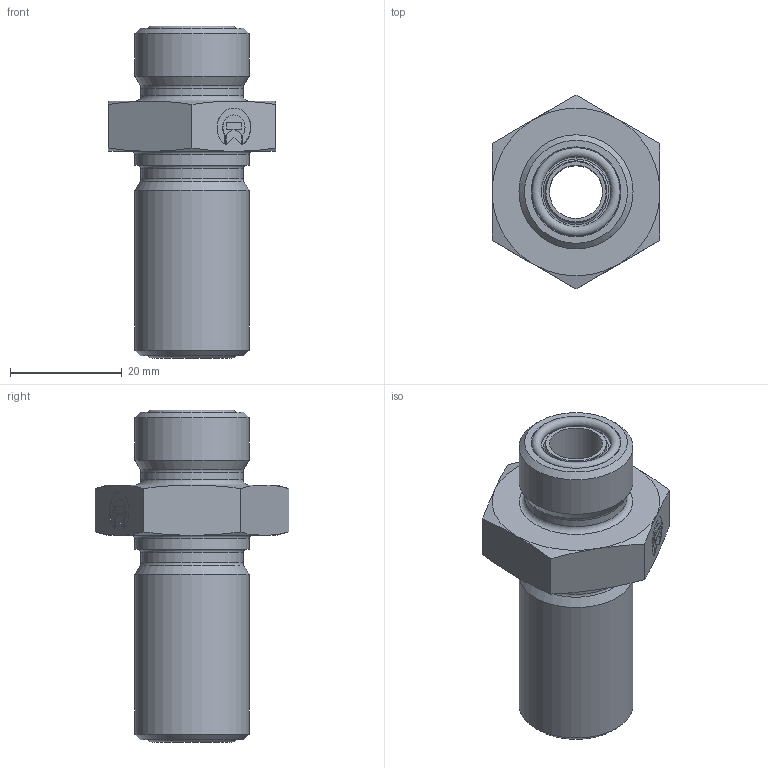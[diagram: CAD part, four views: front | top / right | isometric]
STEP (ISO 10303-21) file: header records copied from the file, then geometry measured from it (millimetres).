
FILE_DESCRIPTION((''),'2;1');
FILE_NAME('2031313Vi.stp','2015-01-09T17:16:41',(''),('KNOMI spol. s r. o.'),'Autodesk Inventor 2012','Autodesk Inventor 2012','');
FILE_SCHEMA(('AUTOMOTIVE_DESIGN { 1 2 10303 214 0 1 1 1 }'));
Length unit declared in the file: millimetre
Products named in the file (3): POSP 12 (-8) Vi 13/16-16 / 13/16-16 (WWW); 2031413; 6012420178Vi
Assembly tree (3 placements, depth 2):
  POSP 12 (-8) Vi 13/16-16 / 13/16-16 (WWW)
    2031413
    6012420178Vi  x2
Bounding box: 30 x 34.64 x 59.32 mm (x, y, z)
Volume: 18451.1 mm3; surface area: 7891.9 mm2
Topology: 3 solids, 3 shells, 90 faces, 202 edges, 125 vertices
Faces by surface type: plane 45, cone 16, torus 15, cylinder 14
Full cylindrical faces by diameter (mm): 9.5 x1, 11.07 x2, 15.77 x2, 18.25 x2, 20.4 x3
Entity records: 2366 total; most frequent: CARTESIAN_POINT 432, DIRECTION 392, ORIENTED_EDGE 338, EDGE_CURVE 169, AXIS2_PLACEMENT_3D 152, EDGE_LOOP 129, VERTEX_POINT 120, FACE_OUTER_BOUND 89
